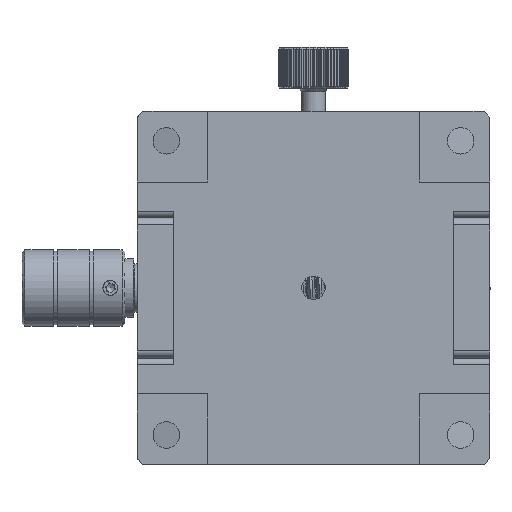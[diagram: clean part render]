
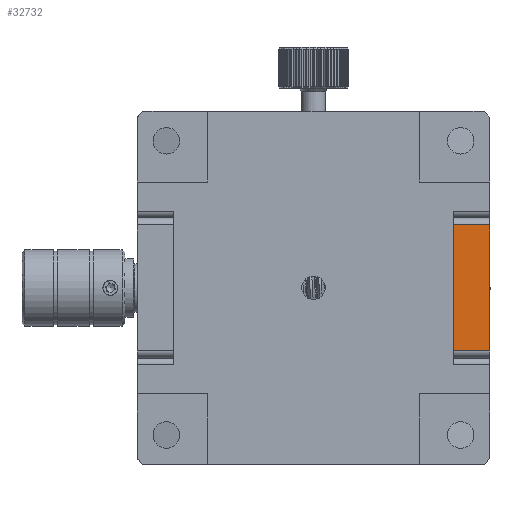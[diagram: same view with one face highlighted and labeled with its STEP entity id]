
A CAD part, top view. The second image highlights one B-rep face of the part: STEP entity #32732.
In plain terms, the highlighted planar face has unit normal (0, 0, 1).
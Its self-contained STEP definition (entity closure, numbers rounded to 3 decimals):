
#112 = CARTESIAN_POINT ( 'NONE',  ( 29.95, -10.7, 99.4 ) ) ;
#1966 = CARTESIAN_POINT ( 'NONE',  ( 29.95, 10.7, 99.4 ) ) ;
#3230 = LINE ( 'NONE', #11341, #32753 ) ;
#4822 = LINE ( 'NONE', #22549, #29965 ) ;
#4979 = DIRECTION ( 'NONE',  ( 1., 0., 0. ) ) ;
#5160 = AXIS2_PLACEMENT_3D ( 'NONE', #36881, #10683, #16904 ) ;
#5569 = FACE_OUTER_BOUND ( 'NONE', #9141, .T. ) ;
#5963 = ORIENTED_EDGE ( 'NONE', *, *, #15006, .F. ) ;
#7635 = LINE ( 'NONE', #34023, #32773 ) ;
#7740 = ORIENTED_EDGE ( 'NONE', *, *, #8748, .F. ) ;
#8748 = EDGE_CURVE ( 'NONE', #12434, #21246, #15869, .T. ) ;
#9141 = EDGE_LOOP ( 'NONE', ( #5963, #7740, #9267, #33222 ) ) ;
#9166 = VERTEX_POINT ( 'NONE', #1966 ) ;
#9267 = ORIENTED_EDGE ( 'NONE', *, *, #21107, .T. ) ;
#10683 = DIRECTION ( 'NONE',  ( 0., 0., 1. ) ) ;
#11341 = CARTESIAN_POINT ( 'NONE',  ( 23.75, 11.9, 99.4 ) ) ;
#12434 = VERTEX_POINT ( 'NONE', #112 ) ;
#15006 = EDGE_CURVE ( 'NONE', #21246, #36960, #3230, .T. ) ;
#15869 = LINE ( 'NONE', #24521, #31611 ) ;
#16904 = DIRECTION ( 'NONE',  ( 1., 0., 0. ) ) ;
#21107 = EDGE_CURVE ( 'NONE', #12434, #9166, #4822, .T. ) ;
#21246 = VERTEX_POINT ( 'NONE', #22735 ) ;
#21874 = DIRECTION ( 'NONE',  ( -1., 0., 0. ) ) ;
#22549 = CARTESIAN_POINT ( 'NONE',  ( 29.95, 11.9, 99.4 ) ) ;
#22735 = CARTESIAN_POINT ( 'NONE',  ( 23.75, -10.7, 99.4 ) ) ;
#24521 = CARTESIAN_POINT ( 'NONE',  ( 23.75, -10.7, 99.4 ) ) ;
#25007 = PLANE ( 'NONE',  #5160 ) ;
#26244 = DIRECTION ( 'NONE',  ( 0., 1., 0. ) ) ;
#27728 = EDGE_CURVE ( 'NONE', #36960, #9166, #7635, .T. ) ;
#27831 = DIRECTION ( 'NONE',  ( 0., 1., 0. ) ) ;
#29965 = VECTOR ( 'NONE', #27831, 1000. ) ;
#31611 = VECTOR ( 'NONE', #21874, 1000. ) ;
#32732 = ADVANCED_FACE ( 'NONE', ( #5569 ), #25007, .T. ) ;
#32753 = VECTOR ( 'NONE', #26244, 1000. ) ;
#32773 = VECTOR ( 'NONE', #4979, 1000. ) ;
#33222 = ORIENTED_EDGE ( 'NONE', *, *, #27728, .F. ) ;
#34023 = CARTESIAN_POINT ( 'NONE',  ( 23.75, 10.7, 99.4 ) ) ;
#36878 = CARTESIAN_POINT ( 'NONE',  ( 23.75, 10.7, 99.4 ) ) ;
#36881 = CARTESIAN_POINT ( 'NONE',  ( 23.75, 11.9, 99.4 ) ) ;
#36960 = VERTEX_POINT ( 'NONE', #36878 ) ;
